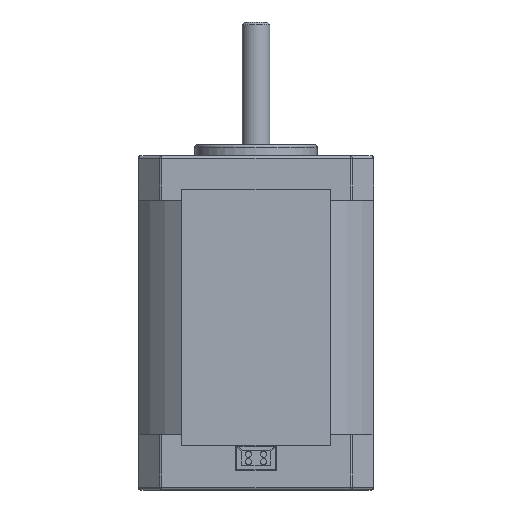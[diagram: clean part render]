
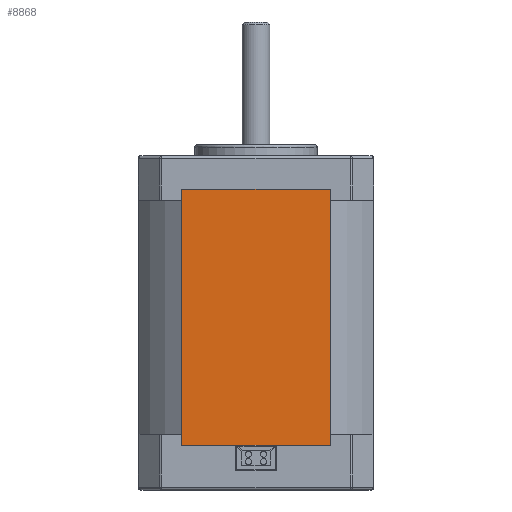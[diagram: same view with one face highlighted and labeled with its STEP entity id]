
A CAD part, front view. The second image highlights one B-rep face of the part: STEP entity #8868.
In plain terms, the highlighted planar face has unit normal (0, -1, 0).
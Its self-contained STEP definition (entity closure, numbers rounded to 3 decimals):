
#143 = LINE ( 'NONE', #4431, #432 ) ;
#314 = VECTOR ( 'NONE', #9321, 1000. ) ;
#432 = VECTOR ( 'NONE', #5989, 1000. ) ;
#497 = VERTEX_POINT ( 'NONE', #2376 ) ;
#1052 = DIRECTION ( 'NONE',  ( -1., 0., 0. ) ) ;
#1295 = CARTESIAN_POINT ( 'NONE',  ( 13.314, -21.16, 8. ) ) ;
#1634 = ORIENTED_EDGE ( 'NONE', *, *, #3136, .F. ) ;
#1648 = CARTESIAN_POINT ( 'NONE',  ( 0., -21.16, 113.85 ) ) ;
#1782 = CARTESIAN_POINT ( 'NONE',  ( -13.314, -21.16, 8. ) ) ;
#2321 = VERTEX_POINT ( 'NONE', #1295 ) ;
#2376 = CARTESIAN_POINT ( 'NONE',  ( -13.314, -21.16, 54. ) ) ;
#2437 = ORIENTED_EDGE ( 'NONE', *, *, #6560, .F. ) ;
#3127 = ORIENTED_EDGE ( 'NONE', *, *, #8648, .F. ) ;
#3136 = EDGE_CURVE ( 'NONE', #2321, #4389, #4706, .T. ) ;
#3727 = CARTESIAN_POINT ( 'NONE',  ( 13.314, -21.16, 54. ) ) ;
#3884 = DIRECTION ( 'NONE',  ( 0., -1., 0. ) ) ;
#4049 = VECTOR ( 'NONE', #1052, 1000. ) ;
#4322 = EDGE_CURVE ( 'NONE', #7868, #497, #6940, .T. ) ;
#4389 = VERTEX_POINT ( 'NONE', #1782 ) ;
#4431 = CARTESIAN_POINT ( 'NONE',  ( 13.314, -21.16, 113.85 ) ) ;
#4706 = LINE ( 'NONE', #7711, #4049 ) ;
#5926 = VECTOR ( 'NONE', #6765, 1000. ) ;
#5989 = DIRECTION ( 'NONE',  ( 0., 0., -1. ) ) ;
#6087 = FACE_OUTER_BOUND ( 'NONE', #7436, .T. ) ;
#6419 = DIRECTION ( 'NONE',  ( 0., 0., -1. ) ) ;
#6560 = EDGE_CURVE ( 'NONE', #7868, #2321, #143, .T. ) ;
#6765 = DIRECTION ( 'NONE',  ( 0., 0., 1. ) ) ;
#6940 = LINE ( 'NONE', #7908, #314 ) ;
#7164 = AXIS2_PLACEMENT_3D ( 'NONE', #1648, #3884, #6419 ) ;
#7436 = EDGE_LOOP ( 'NONE', ( #1634, #2437, #8035, #3127 ) ) ;
#7438 = LINE ( 'NONE', #8908, #5926 ) ;
#7711 = CARTESIAN_POINT ( 'NONE',  ( 0., -21.16, 8. ) ) ;
#7868 = VERTEX_POINT ( 'NONE', #3727 ) ;
#7908 = CARTESIAN_POINT ( 'NONE',  ( 0., -21.16, 54. ) ) ;
#8035 = ORIENTED_EDGE ( 'NONE', *, *, #4322, .T. ) ;
#8312 = PLANE ( 'NONE',  #7164 ) ;
#8648 = EDGE_CURVE ( 'NONE', #4389, #497, #7438, .T. ) ;
#8868 = ADVANCED_FACE ( 'NONE', ( #6087 ), #8312, .T. ) ;
#8908 = CARTESIAN_POINT ( 'NONE',  ( -13.314, -21.16, 113.85 ) ) ;
#9321 = DIRECTION ( 'NONE',  ( -1., 0., 0. ) ) ;
